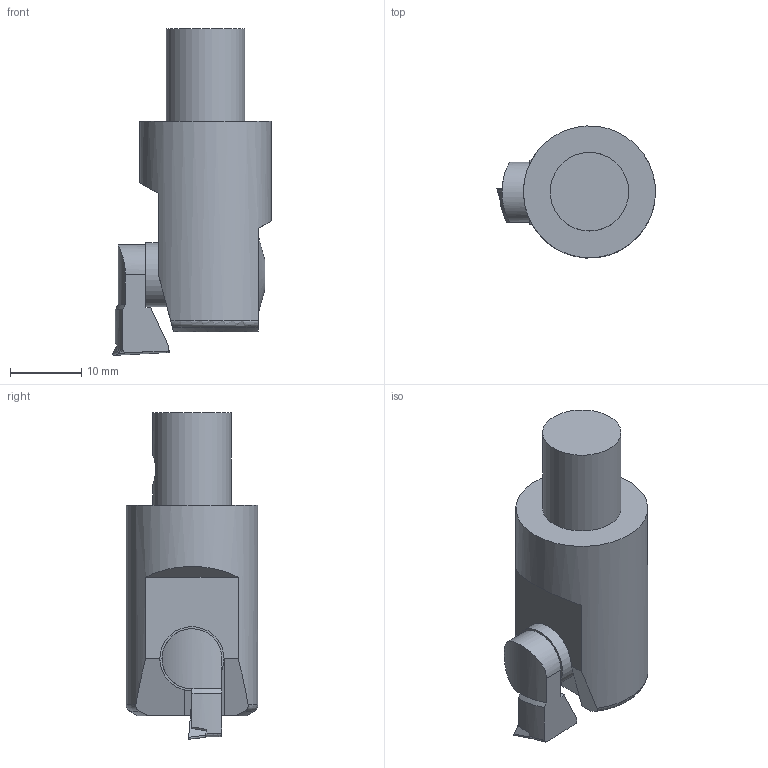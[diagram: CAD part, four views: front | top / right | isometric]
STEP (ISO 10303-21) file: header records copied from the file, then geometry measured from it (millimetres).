
FILE_DESCRIPTION((''),'1');
FILE_NAME('EWN20-36CKB1_ENH1-1_new.stp','2023-03-06T06:06:34',(''),(''),'Spatial Interop R21 SP3','Kubotek KeyCreator 2011 V10.0.2 (22737)',' ');
FILE_SCHEMA(('automotive_design'));
Length unit declared in the file: millimetre
Products named in the file (4): 240[2]; 241[3]
Bounding box: 22.24 x 18.49 x 45.8 mm (x, y, z)
Volume: 8616.2 mm3; surface area: 3654.4 mm2
Topology: 4 solids, 4 shells, 61 faces, 149 edges, 100 vertices
Faces by surface type: plane 37, cylinder 16, cone 5, torus 3
Full cylindrical faces by diameter (mm): 2.3 x2, 4.2 x1, 9 x2, 11 x1, 18.5 x1
Entity records: 3437 total; most frequent: CARTESIAN_POINT 516, DIRECTION 293, ORIENTED_EDGE 276, PRESENTATION_STYLE_ASSIGNMENT 268, COLOUR_RGB 268, STYLED_ITEM 203, CURVE_STYLE 203, DRAUGHTING_PRE_DEFINED_CURVE_FONT 203
